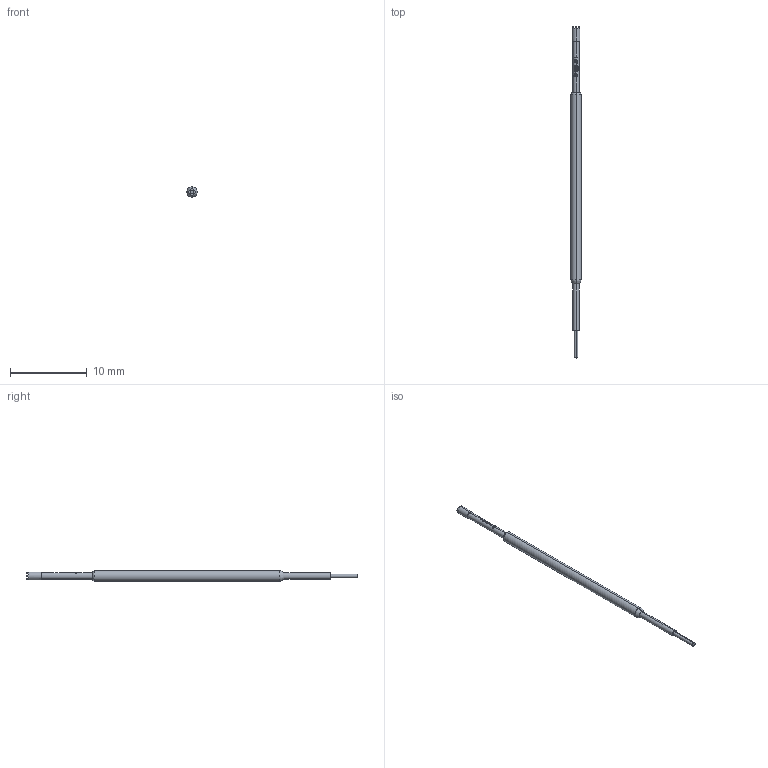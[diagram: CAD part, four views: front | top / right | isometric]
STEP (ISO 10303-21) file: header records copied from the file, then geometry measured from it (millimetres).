
FILE_DESCRIPTION (( 'STEP AP203' ), '1' );
FILE_NAME ('INGUN_SKS-100_306_100_A_xx00_A.STEP', '2022-02-17T08:18:07', ( 'ochi' ), ( '' ), 'SwSTEP 2.0', 'SolidWorks 2018', '' );
FILE_SCHEMA (( 'CONFIG_CONTROL_DESIGN' ));
Length unit declared in the file: millimetre
Products named in the file (1): INGUN_SKS-100_306_100_A_xx00_A
Bounding box: 1.37 x 43.4 x 1.37 mm (x, y, z)
Volume: 45.6 mm3; surface area: 155 mm2
Topology: 1 solids, 1 shells, 119 faces, 313 edges, 200 vertices
Faces by surface type: plane 73, bspline 22, cylinder 20, torus 4
Entity records: 3970 total; most frequent: CARTESIAN_POINT 1189, ORIENTED_EDGE 626, DIRECTION 483, EDGE_CURVE 313, VERTEX_POINT 200, AXIS2_PLACEMENT_3D 180, EDGE_LOOP 123, VECTOR 123
